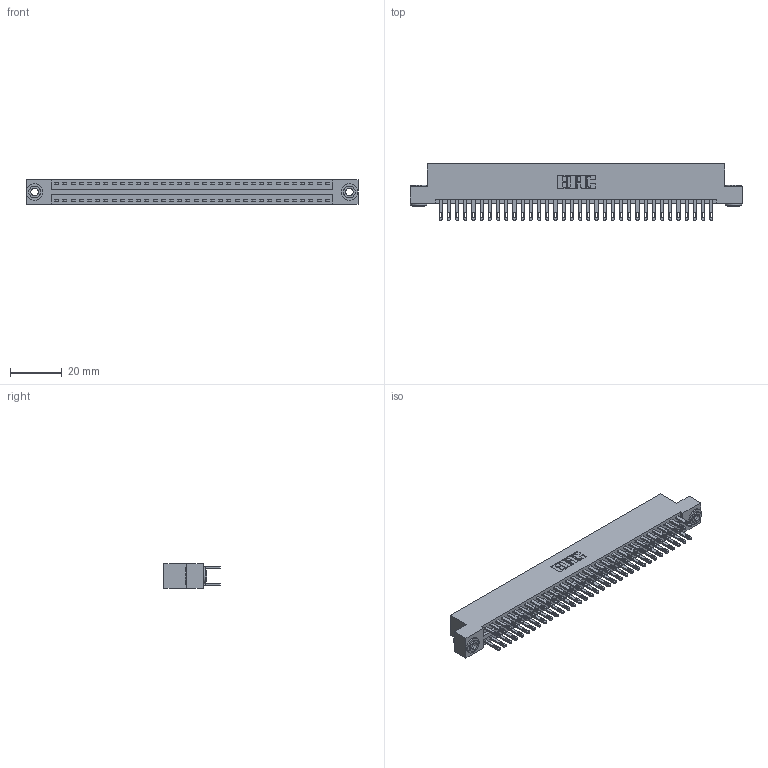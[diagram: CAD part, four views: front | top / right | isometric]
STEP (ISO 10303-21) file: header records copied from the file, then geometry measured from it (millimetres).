
FILE_DESCRIPTION (( 'STEP AP203' ), '1' );
FILE_NAME ('346-068-500-203.STEP', '2022-05-24T18:24:55', ( '' ), ( '' ), 'SwSTEP 2.0', 'SolidWorks 2020', '' );
FILE_SCHEMA (( 'CONFIG_CONTROL_DESIGN' ));
Length unit declared in the file: inch
Products named in the file (4): 345-292-001_345-293-100; 346 Part_Flush Mounting Lugs - 0.156 Dia-TH; 345-250-002_345-250-002-102; 346-068-500-203
Assembly tree (71 placements, depth 2):
  346-068-500-203
    346 Part_Flush Mounting Lugs - 0.156 Dia-TH
    345-292-001_345-293-100  x68
    345-250-002_345-250-002-102  x2
Bounding box: 128.52 x 21.84 x 9.4 mm (x, y, z)
Volume: 12679.6 mm3; surface area: 18263.7 mm2
Topology: 71 solids, 71 shells, 3438 faces, 10437 edges, 6954 vertices
Faces by surface type: plane 2072, cylinder 1358, cone 8
Entity records: 24262 total; most frequent: CARTESIAN_POINT 3989, ORIENTED_EDGE 3914, DIRECTION 3599, EDGE_CURVE 1957, LINE 1661, VECTOR 1661, VERTEX_POINT 1302, AXIS2_PLACEMENT_3D 969
